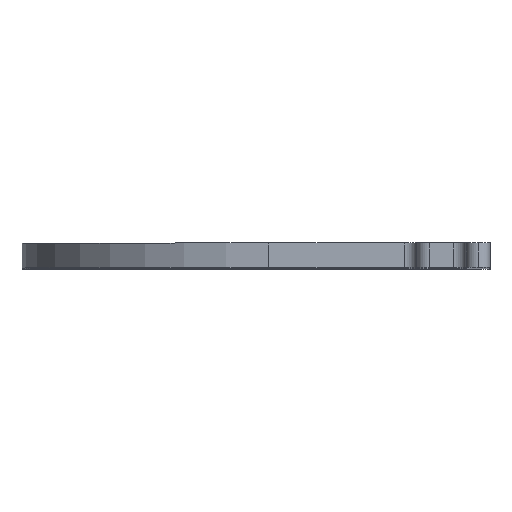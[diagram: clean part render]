
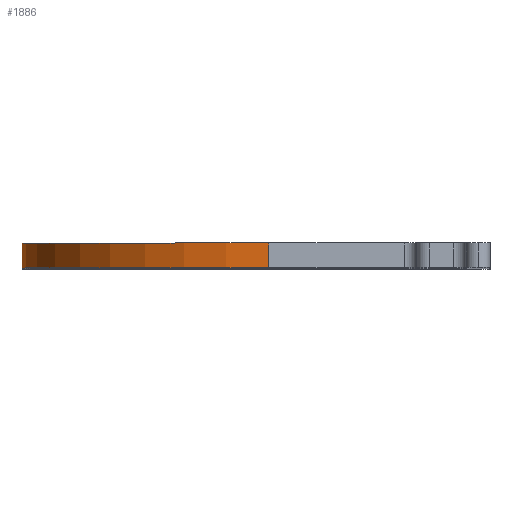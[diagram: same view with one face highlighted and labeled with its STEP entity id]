
A CAD part, top view. The second image highlights one B-rep face of the part: STEP entity #1886.
In plain terms, the highlighted cylindrical face has radius 30 mm (diameter 60 mm), a partial arc.
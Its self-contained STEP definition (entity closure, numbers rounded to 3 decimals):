
#75 = DIRECTION ( 'NONE',  ( 0., 1., 0. ) ) ;
#202 = ORIENTED_EDGE ( 'NONE', *, *, #1936, .T. ) ;
#203 = CYLINDRICAL_SURFACE ( 'NONE', #2639, 30. ) ;
#252 = VERTEX_POINT ( 'NONE', #547 ) ;
#275 = EDGE_LOOP ( 'NONE', ( #202, #1250, #2820, #2589 ) ) ;
#300 = CARTESIAN_POINT ( 'NONE',  ( 30., 0., 47.5 ) ) ;
#516 = LINE ( 'NONE', #748, #743 ) ;
#547 = CARTESIAN_POINT ( 'NONE',  ( 30., -3., 47.5 ) ) ;
#593 = DIRECTION ( 'NONE',  ( 0., -1., 0. ) ) ;
#611 = VERTEX_POINT ( 'NONE', #2817 ) ;
#644 = CARTESIAN_POINT ( 'NONE',  ( 30., 0., 17.5 ) ) ;
#655 = DIRECTION ( 'NONE',  ( 0., -1., 0. ) ) ;
#677 = FACE_OUTER_BOUND ( 'NONE', #275, .T. ) ;
#743 = VECTOR ( 'NONE', #75, 1000. ) ;
#748 = CARTESIAN_POINT ( 'NONE',  ( 30., 0., 47.5 ) ) ;
#877 = VERTEX_POINT ( 'NONE', #300 ) ;
#939 = CARTESIAN_POINT ( 'NONE',  ( 30., -3., 17.5 ) ) ;
#1062 = EDGE_CURVE ( 'NONE', #252, #877, #516, .T. ) ;
#1203 = CARTESIAN_POINT ( 'NONE',  ( 30., -3., 17.5 ) ) ;
#1215 = DIRECTION ( 'NONE',  ( 0., 1., 0. ) ) ;
#1250 = ORIENTED_EDGE ( 'NONE', *, *, #1062, .T. ) ;
#1441 = DIRECTION ( 'NONE',  ( 0., 0., -1. ) ) ;
#1451 = VECTOR ( 'NONE', #593, 1000. ) ;
#1475 = EDGE_CURVE ( 'NONE', #877, #2769, #2345, .T. ) ;
#1486 = CARTESIAN_POINT ( 'NONE',  ( 0., -3., 17.5 ) ) ;
#1600 = DIRECTION ( 'NONE',  ( 0., -1., 0. ) ) ;
#1871 = DIRECTION ( 'NONE',  ( 0., 0., 1. ) ) ;
#1886 = ADVANCED_FACE ( 'NONE', ( #677 ), #203, .T. ) ;
#1936 = EDGE_CURVE ( 'NONE', #611, #252, #1960, .T. ) ;
#1960 = CIRCLE ( 'NONE', #2472, 30. ) ;
#2174 = LINE ( 'NONE', #1486, #1451 ) ;
#2345 = CIRCLE ( 'NONE', #2601, 30. ) ;
#2352 = EDGE_CURVE ( 'NONE', #2769, #611, #2174, .T. ) ;
#2469 = CARTESIAN_POINT ( 'NONE',  ( 0., 0., 17.5 ) ) ;
#2472 = AXIS2_PLACEMENT_3D ( 'NONE', #1203, #1215, #1441 ) ;
#2589 = ORIENTED_EDGE ( 'NONE', *, *, #2352, .T. ) ;
#2601 = AXIS2_PLACEMENT_3D ( 'NONE', #644, #655, #2928 ) ;
#2639 = AXIS2_PLACEMENT_3D ( 'NONE', #939, #1600, #1871 ) ;
#2769 = VERTEX_POINT ( 'NONE', #2469 ) ;
#2817 = CARTESIAN_POINT ( 'NONE',  ( 0., -3., 17.5 ) ) ;
#2820 = ORIENTED_EDGE ( 'NONE', *, *, #1475, .T. ) ;
#2928 = DIRECTION ( 'NONE',  ( 0., 0., -1. ) ) ;
